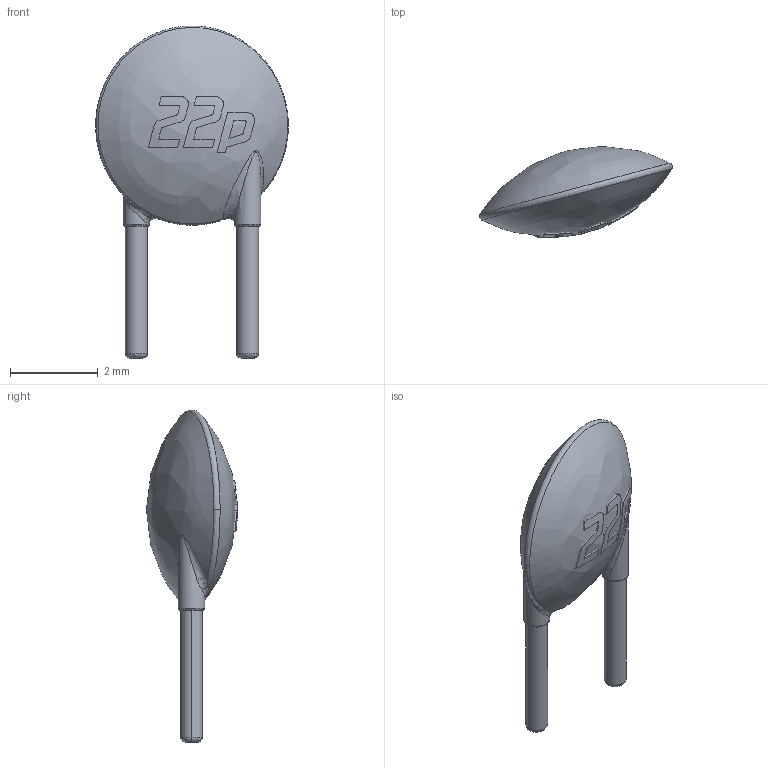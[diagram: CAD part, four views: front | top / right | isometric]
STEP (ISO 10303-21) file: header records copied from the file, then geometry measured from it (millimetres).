
FILE_DESCRIPTION (( 'STEP AP214' ), '1' );
FILE_NAME ('User Library-C025-020X045.STEP', '2017-11-17T00:13:12', ( '' ), ( '' ), 'SwSTEP 2.0', 'SolidWorks 2017', '' );
FILE_SCHEMA (( 'AUTOMOTIVE_DESIGN' ));
Length unit declared in the file: millimetre
Products named in the file (4): User Library-C025-020X045_Fillet003; User Library-C025-020X045_Fillet002; User Library-C025-020X045_Common002; User Library-C025-020X045
Assembly tree (3 placements, depth 2):
  User Library-C025-020X045
    User Library-C025-020X045_Fillet002
    User Library-C025-020X045_Common002
    User Library-C025-020X045_Fillet003
Bounding box: 4.4 x 2.08 x 7.57 mm (x, y, z)
Volume: 19.5 mm3; surface area: 64.6 mm2
Topology: 6 solids, 6 shells, 100 faces, 252 edges, 163 vertices
Faces by surface type: bspline 49, plane 43, cylinder 8
Entity records: 6333 total; most frequent: CARTESIAN_POINT 3063, ORIENTED_EDGE 502, DIRECTION 268, EDGE_CURVE 251, VERTEX_POINT 163, UNCERTAINTY_MEASURE_WITH_UNIT 113, B_SPLINE_CURVE_WITH_KNOTS 110, FILL_AREA_STYLE_COLOUR 109
